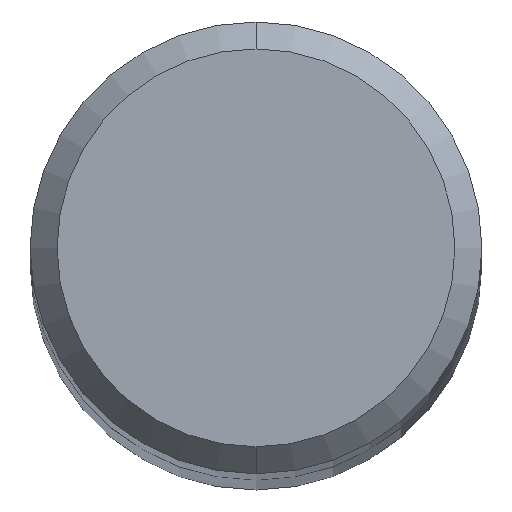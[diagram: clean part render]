
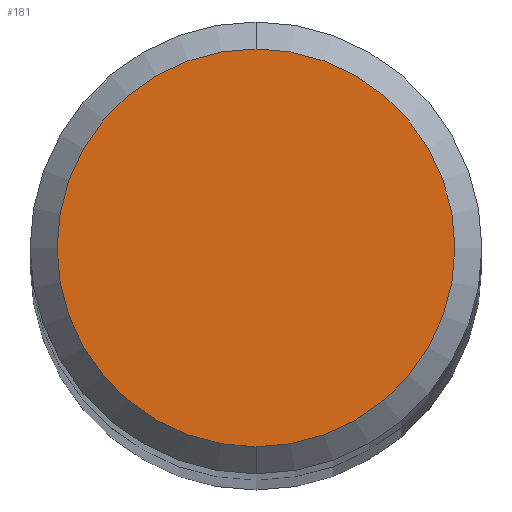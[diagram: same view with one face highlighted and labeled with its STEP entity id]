
A CAD part, top view. The second image highlights one B-rep face of the part: STEP entity #181.
In plain terms, the highlighted planar face has unit normal (0, 0, 1).
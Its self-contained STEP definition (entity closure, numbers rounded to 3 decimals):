
#181=ADVANCED_FACE('',(#443),#444,.T.);
#217=VERTEX_POINT('',#482);
#221=EDGE_CURVE('',#217,#335,#487,.T.);
#241=EDGE_CURVE('',#335,#217,#511,.T.);
#335=VERTEX_POINT('',#614);
#443=FACE_OUTER_BOUND('',#757,.T.);
#444=PLANE('',#758);
#482=CARTESIAN_POINT('',(0.,-2.95,51.0));
#487=CIRCLE('',#826,2.95);
#511=CIRCLE('',#883,2.95);
#614=CARTESIAN_POINT('',(0.0,2.95,51.0));
#757=EDGE_LOOP('',(#1310,#1311));
#758=AXIS2_PLACEMENT_3D('',#1312,#1313,#1314);
#826=AXIS2_PLACEMENT_3D('',#1351,#1352,#1353);
#883=AXIS2_PLACEMENT_3D('',#1399,#1400,#1401);
#1310=ORIENTED_EDGE('',*,*,#241,.F.);
#1311=ORIENTED_EDGE('',*,*,#221,.F.);
#1312=CARTESIAN_POINT('',(0.0,1.475,51.0));
#1313=DIRECTION('',(0.0,0.0,1.0));
#1314=DIRECTION('',(0.0,-1.0,0.0));
#1351=CARTESIAN_POINT('',(0.0,0.0,51.0));
#1352=DIRECTION('',(0.0,0.0,-1.0));
#1353=DIRECTION('',(0.0,1.0,0.0));
#1399=CARTESIAN_POINT('',(0.0,0.0,51.0));
#1400=DIRECTION('',(0.0,0.0,-1.0));
#1401=DIRECTION('',(0.0,1.0,0.0));
